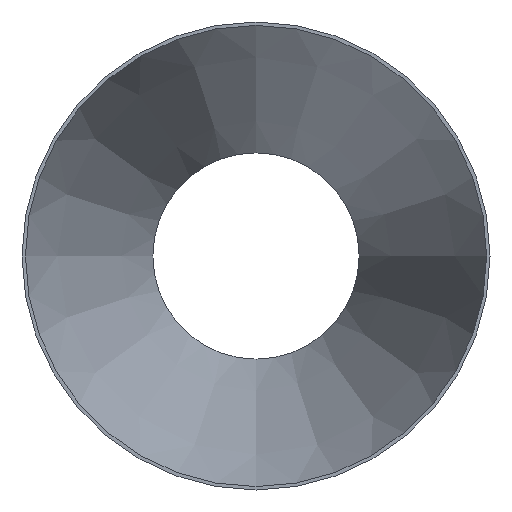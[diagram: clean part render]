
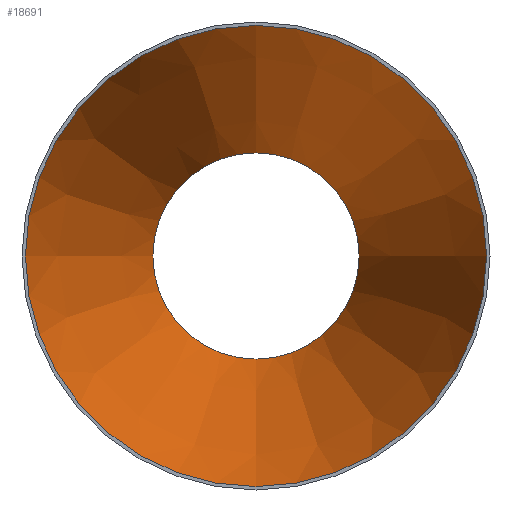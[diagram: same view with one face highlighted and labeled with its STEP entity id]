
A CAD part, front view. The second image highlights one B-rep face of the part: STEP entity #18691.
In plain terms, the highlighted conical face has half-angle 17.613 degrees and reference radius 350.354 mm.
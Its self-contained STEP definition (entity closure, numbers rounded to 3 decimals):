
#81 = DIRECTION ( 'NONE',  ( 0., -1., 0. ) ) ;
#1246 = EDGE_CURVE ( 'NONE', #11766, #11766, #8096, .T. ) ;
#2057 = CARTESIAN_POINT ( 'NONE',  ( 0., 0., -350.354 ) ) ;
#2095 = DIRECTION ( 'NONE',  ( 0., -1., 0. ) ) ;
#2792 = DIRECTION ( 'NONE',  ( 0., -1., 0. ) ) ;
#5821 = FACE_BOUND ( 'NONE', #22105, .T. ) ;
#6678 = DIRECTION ( 'NONE',  ( 0., 0., -1. ) ) ;
#6868 = AXIS2_PLACEMENT_3D ( 'NONE', #10428, #81, #6678 ) ;
#8096 = CIRCLE ( 'NONE', #13057, 350.354 ) ;
#10428 = CARTESIAN_POINT ( 'NONE',  ( 0., 610., 0. ) ) ;
#11766 = VERTEX_POINT ( 'NONE', #2057 ) ;
#12721 = DIRECTION ( 'NONE',  ( 0., 0., -1. ) ) ;
#13057 = AXIS2_PLACEMENT_3D ( 'NONE', #19600, #2792, #12721 ) ;
#18691 = ADVANCED_FACE ( 'NONE', ( #5821, #19331 ), #24874, .F. ) ;
#18869 = VERTEX_POINT ( 'NONE', #28600 ) ;
#19331 = FACE_OUTER_BOUND ( 'NONE', #40170, .T. ) ;
#19600 = CARTESIAN_POINT ( 'NONE',  ( 0., 0., 0. ) ) ;
#20307 = CIRCLE ( 'NONE', #6868, 156.704 ) ;
#22062 = AXIS2_PLACEMENT_3D ( 'NONE', #39891, #2095, #35683 ) ;
#22105 = EDGE_LOOP ( 'NONE', ( #22137 ) ) ;
#22137 = ORIENTED_EDGE ( 'NONE', *, *, #31369, .F. ) ;
#24874 = CONICAL_SURFACE ( 'NONE', #22062, 350.354, 0.307 ) ;
#28600 = CARTESIAN_POINT ( 'NONE',  ( 0., 610., -156.704 ) ) ;
#31343 = ORIENTED_EDGE ( 'NONE', *, *, #1246, .T. ) ;
#31369 = EDGE_CURVE ( 'NONE', #18869, #18869, #20307, .T. ) ;
#35683 = DIRECTION ( 'NONE',  ( 0., 0., -1. ) ) ;
#39891 = CARTESIAN_POINT ( 'NONE',  ( 0., 0., 0. ) ) ;
#40170 = EDGE_LOOP ( 'NONE', ( #31343 ) ) ;
